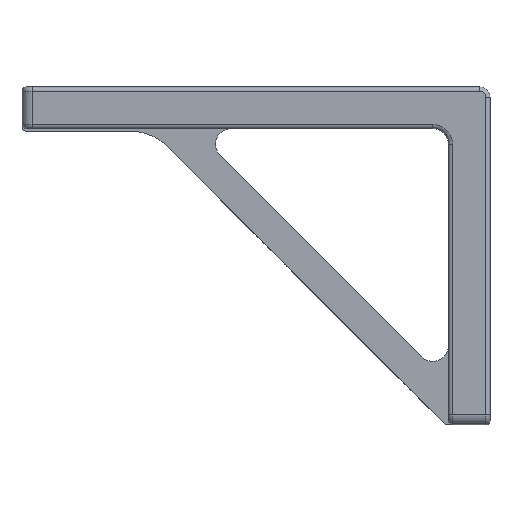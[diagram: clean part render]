
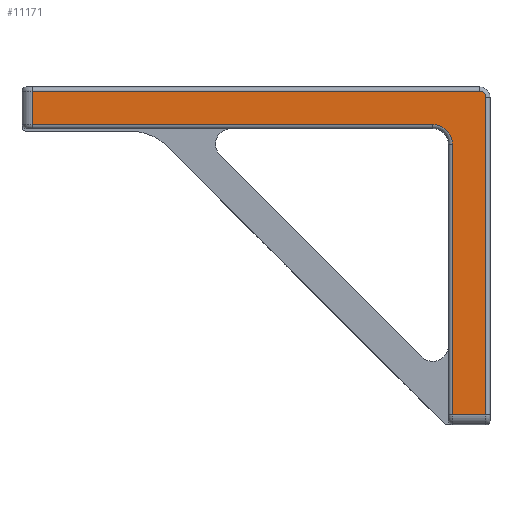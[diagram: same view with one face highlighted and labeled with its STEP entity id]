
A CAD part, left-side view. The second image highlights one B-rep face of the part: STEP entity #11171.
In plain terms, the highlighted planar face has unit normal (-1, 0, 0).
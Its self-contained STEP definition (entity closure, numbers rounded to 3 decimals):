
#169 = DIRECTION ( 'NONE',  ( 0., 0., 1. ) ) ;
#183 = DIRECTION ( 'NONE',  ( 0., 0., -1. ) ) ;
#463 = ORIENTED_EDGE ( 'NONE', *, *, #8724, .T. ) ;
#1357 = CARTESIAN_POINT ( 'NONE',  ( -32.5, 2., 30.5 ) ) ;
#1419 = DIRECTION ( 'NONE',  ( 0., -1., 0. ) ) ;
#1751 = CARTESIAN_POINT ( 'NONE',  ( -32.5, 0.8, 30.5 ) ) ;
#1970 = VERTEX_POINT ( 'NONE', #2421 ) ;
#2027 = CARTESIAN_POINT ( 'NONE',  ( -32.5, 88., 25.3 ) ) ;
#2167 = ORIENTED_EDGE ( 'NONE', *, *, #7807, .T. ) ;
#2234 = LINE ( 'NONE', #8062, #9930 ) ;
#2251 = VERTEX_POINT ( 'NONE', #2027 ) ;
#2333 = CARTESIAN_POINT ( 'NONE',  ( -32.5, 88., 24.5 ) ) ;
#2357 = VECTOR ( 'NONE', #10066, 1000. ) ;
#2421 = CARTESIAN_POINT ( 'NONE',  ( -32.5, 11., 25.3 ) ) ;
#3145 = CARTESIAN_POINT ( 'NONE',  ( -32.5, 88., 31.7 ) ) ;
#3201 = ORIENTED_EDGE ( 'NONE', *, *, #5769, .T. ) ;
#3299 = ORIENTED_EDGE ( 'NONE', *, *, #11227, .T. ) ;
#3542 = CARTESIAN_POINT ( 'NONE',  ( -32.5, 7.2, -30.5 ) ) ;
#3596 = LINE ( 'NONE', #2333, #9677 ) ;
#3620 = VECTOR ( 'NONE', #5965, 1000. ) ;
#3925 = ORIENTED_EDGE ( 'NONE', *, *, #7516, .T. ) ;
#3939 = CARTESIAN_POINT ( 'NONE',  ( -32.5, 0.8, -30.5 ) ) ;
#4050 = DIRECTION ( 'NONE',  ( 0., 0., -1. ) ) ;
#4167 = ORIENTED_EDGE ( 'NONE', *, *, #9874, .T. ) ;
#4199 = CARTESIAN_POINT ( 'NONE',  ( -32.5, 8., 31.7 ) ) ;
#4270 = CIRCLE ( 'NONE', #8595, 3.8 ) ;
#4599 = VERTEX_POINT ( 'NONE', #3939 ) ;
#4865 = LINE ( 'NONE', #4199, #10009 ) ;
#5207 = DIRECTION ( 'NONE',  ( 1., 0., 0. ) ) ;
#5387 = VERTEX_POINT ( 'NONE', #3542 ) ;
#5470 = LINE ( 'NONE', #7509, #2357 ) ;
#5697 = DIRECTION ( 'NONE',  ( 1., 0., 0. ) ) ;
#5769 = EDGE_CURVE ( 'NONE', #5387, #4599, #6740, .T. ) ;
#5965 = DIRECTION ( 'NONE',  ( 0., -1., 0. ) ) ;
#6370 = ORIENTED_EDGE ( 'NONE', *, *, #10948, .T. ) ;
#6390 = AXIS2_PLACEMENT_3D ( 'NONE', #1357, #6484, #8237 ) ;
#6484 = DIRECTION ( 'NONE',  ( -1., 0., 0. ) ) ;
#6648 = CARTESIAN_POINT ( 'NONE',  ( -32.5, 7.2, 21.5 ) ) ;
#6659 = EDGE_CURVE ( 'NONE', #1970, #9839, #4270, .T. ) ;
#6740 = LINE ( 'NONE', #10338, #3620 ) ;
#7332 = VERTEX_POINT ( 'NONE', #3145 ) ;
#7469 = DIRECTION ( 'NONE',  ( 0., 0., -1. ) ) ;
#7475 = AXIS2_PLACEMENT_3D ( 'NONE', #8322, #5697, #4050 ) ;
#7481 = VERTEX_POINT ( 'NONE', #1751 ) ;
#7509 = CARTESIAN_POINT ( 'NONE',  ( -32.5, 7.2, -30.5 ) ) ;
#7516 = EDGE_CURVE ( 'NONE', #7332, #2251, #3596, .T. ) ;
#7698 = VERTEX_POINT ( 'NONE', #8674 ) ;
#7807 = EDGE_CURVE ( 'NONE', #4599, #7481, #2234, .T. ) ;
#8062 = CARTESIAN_POINT ( 'NONE',  ( -32.5, 0.8, -32.5 ) ) ;
#8073 = ORIENTED_EDGE ( 'NONE', *, *, #6659, .T. ) ;
#8237 = DIRECTION ( 'NONE',  ( 0., 0., -1. ) ) ;
#8322 = CARTESIAN_POINT ( 'NONE',  ( -32.5, 8., -32.5 ) ) ;
#8535 = FACE_OUTER_BOUND ( 'NONE', #9377, .T. ) ;
#8595 = AXIS2_PLACEMENT_3D ( 'NONE', #9632, #5207, #183 ) ;
#8674 = CARTESIAN_POINT ( 'NONE',  ( -32.5, 2., 31.7 ) ) ;
#8724 = EDGE_CURVE ( 'NONE', #9839, #5387, #5470, .T. ) ;
#9314 = CARTESIAN_POINT ( 'NONE',  ( -32.5, 8., 25.3 ) ) ;
#9377 = EDGE_LOOP ( 'NONE', ( #6370, #3299, #3925, #4167, #8073, #463, #3201, #2167 ) ) ;
#9632 = CARTESIAN_POINT ( 'NONE',  ( -32.5, 11., 21.5 ) ) ;
#9677 = VECTOR ( 'NONE', #7469, 1000. ) ;
#9761 = CIRCLE ( 'NONE', #6390, 1.2 ) ;
#9839 = VERTEX_POINT ( 'NONE', #6648 ) ;
#9874 = EDGE_CURVE ( 'NONE', #2251, #1970, #10306, .T. ) ;
#9930 = VECTOR ( 'NONE', #169, 1000. ) ;
#10009 = VECTOR ( 'NONE', #10203, 1000. ) ;
#10066 = DIRECTION ( 'NONE',  ( 0., 0., -1. ) ) ;
#10167 = VECTOR ( 'NONE', #1419, 1000. ) ;
#10203 = DIRECTION ( 'NONE',  ( 0., 1., 0. ) ) ;
#10306 = LINE ( 'NONE', #9314, #10167 ) ;
#10338 = CARTESIAN_POINT ( 'NONE',  ( -32.5, 8., -30.5 ) ) ;
#10859 = PLANE ( 'NONE',  #7475 ) ;
#10948 = EDGE_CURVE ( 'NONE', #7481, #7698, #9761, .T. ) ;
#11171 = ADVANCED_FACE ( '��1', ( #8535 ), #10859, .F. ) ;
#11227 = EDGE_CURVE ( '����12', #7698, #7332, #4865, .T. ) ;
